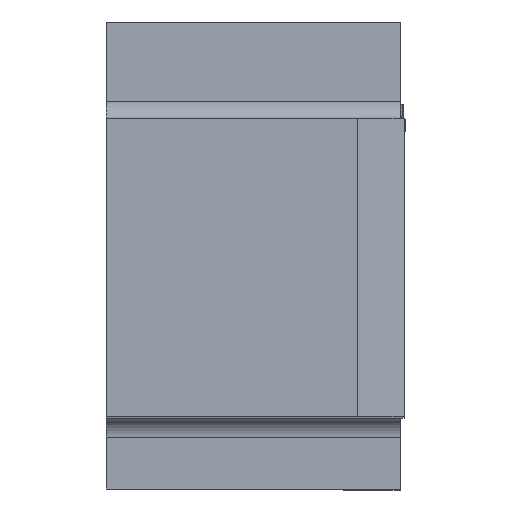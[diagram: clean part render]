
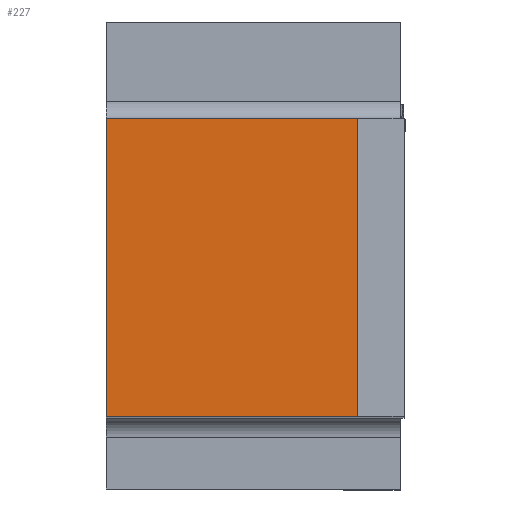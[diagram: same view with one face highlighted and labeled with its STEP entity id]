
A CAD part, top view. The second image highlights one B-rep face of the part: STEP entity #227.
In plain terms, the highlighted planar face has unit normal (0, 0, 1).
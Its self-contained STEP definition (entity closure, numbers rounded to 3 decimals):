
#227=ADVANCED_FACE('CU_BACK_SU1',(#354),#309,.F.);
#309=PLANE('',#1822);
#354=FACE_OUTER_BOUND('',#439,.T.);
#439=EDGE_LOOP('',(#637,#638,#639,#640));
#637=ORIENTED_EDGE('',*,*,#1207,.T.);
#638=ORIENTED_EDGE('',*,*,#1250,.T.);
#639=ORIENTED_EDGE('',*,*,#1217,.T.);
#640=ORIENTED_EDGE('',*,*,#1185,.F.);
#1028=VERTEX_POINT('',#2456);
#1029=VERTEX_POINT('',#2458);
#1042=VERTEX_POINT('',#2519);
#1048=VERTEX_POINT('',#2532);
#1185=EDGE_CURVE('',#1028,#1029,#1420,.T.);
#1207=EDGE_CURVE('',#1028,#1042,#1434,.T.);
#1217=EDGE_CURVE('',#1048,#1029,#1442,.T.);
#1250=EDGE_CURVE('',#1042,#1048,#1462,.T.);
#1420=LINE('',#2457,#1563);
#1434=LINE('',#2521,#1577);
#1442=LINE('',#2540,#1585);
#1462=LINE('',#2612,#1605);
#1563=VECTOR('',#1966,1.);
#1577=VECTOR('',#2004,1.);
#1585=VECTOR('',#2018,1.);
#1605=VECTOR('',#2070,1.);
#1822=AXIS2_PLACEMENT_3D('',#2613,#2071,#2072);
#1966=DIRECTION('',(0.,1.,0.));
#2004=DIRECTION('',(1.,0.,0.));
#2018=DIRECTION('',(-1.,0.,0.));
#2070=DIRECTION('',(0.,1.,0.));
#2071=DIRECTION('',(0.,0.,-1.));
#2072=DIRECTION('',(-1.,0.,0.));
#2456=CARTESIAN_POINT('',(0.,0.,0.));
#2457=CARTESIAN_POINT('',(0.,32.625,0.));
#2458=CARTESIAN_POINT('',(0.,12.625,0.));
#2519=CARTESIAN_POINT('',(10.642,0.,0.));
#2521=CARTESIAN_POINT('',(35.339,0.,0.));
#2532=CARTESIAN_POINT('',(10.642,12.625,0.));
#2540=CARTESIAN_POINT('',(35.339,12.625,0.));
#2612=CARTESIAN_POINT('',(10.642,0.,0.));
#2613=CARTESIAN_POINT('',(35.339,32.625,0.));
